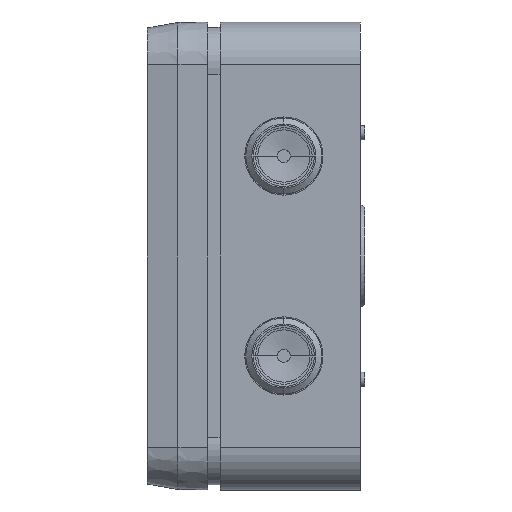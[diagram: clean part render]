
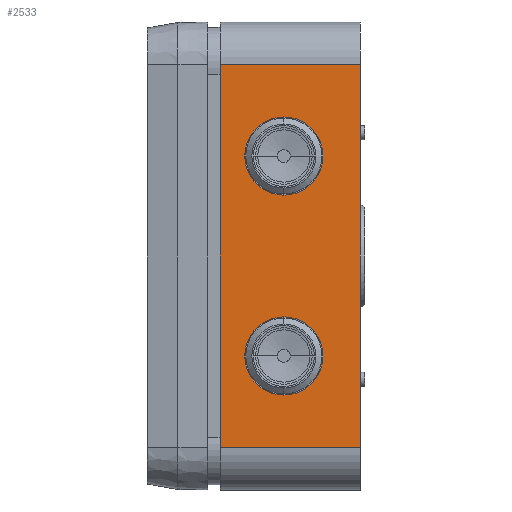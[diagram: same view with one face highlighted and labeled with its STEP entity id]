
A CAD part, left-side view. The second image highlights one B-rep face of the part: STEP entity #2533.
In plain terms, the highlighted planar face has unit normal (-1, 0, 0).
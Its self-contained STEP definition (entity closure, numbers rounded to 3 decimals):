
#167 = VECTOR ( 'NONE', #25713, 1000. ) ;
#2078 = DIRECTION ( 'NONE',  ( 0., 0., 1. ) ) ;
#2126 = VERTEX_POINT ( 'NONE', #13512 ) ;
#2188 = DIRECTION ( 'NONE',  ( 0., 0., 1. ) ) ;
#2294 = EDGE_LOOP ( 'NONE', ( #9392, #32374, #22490, #21532 ) ) ;
#2533 = ADVANCED_FACE ( 'NONE', ( #10985, #31469, #18578 ), #31134, .F. ) ;
#3008 = EDGE_LOOP ( 'NONE', ( #14050, #16721 ) ) ;
#3065 = CARTESIAN_POINT ( 'NONE',  ( -55., 0., -45. ) ) ;
#3067 = CARTESIAN_POINT ( 'NONE',  ( -55., 33., 45. ) ) ;
#3841 = CARTESIAN_POINT ( 'NONE',  ( -55., 18., 23.5 ) ) ;
#3945 = EDGE_CURVE ( 'NONE', #18324, #16302, #24070, .T. ) ;
#5601 = AXIS2_PLACEMENT_3D ( 'NONE', #9037, #14324, #2078 ) ;
#5706 = CARTESIAN_POINT ( 'NONE',  ( -55., 33., 45. ) ) ;
#5807 = DIRECTION ( 'NONE',  ( 0., -1., 0. ) ) ;
#5863 = ORIENTED_EDGE ( 'NONE', *, *, #7823, .F. ) ;
#6861 = AXIS2_PLACEMENT_3D ( 'NONE', #5706, #16118, #8670 ) ;
#6969 = CARTESIAN_POINT ( 'NONE',  ( -55., 18., -32.688 ) ) ;
#7440 = CARTESIAN_POINT ( 'NONE',  ( -55., 33., 45. ) ) ;
#7466 = CARTESIAN_POINT ( 'NONE',  ( -55., 0., 45. ) ) ;
#7532 = DIRECTION ( 'NONE',  ( -1., 0., 0. ) ) ;
#7823 = EDGE_CURVE ( 'NONE', #16302, #18324, #29226, .T. ) ;
#8670 = DIRECTION ( 'NONE',  ( 0., 0., -1. ) ) ;
#9037 = CARTESIAN_POINT ( 'NONE',  ( -55., 18., -23.5 ) ) ;
#9392 = ORIENTED_EDGE ( 'NONE', *, *, #19281, .T. ) ;
#9919 = EDGE_LOOP ( 'NONE', ( #29313, #5863 ) ) ;
#9955 = DIRECTION ( 'NONE',  ( 0., 0., 1. ) ) ;
#10985 = FACE_OUTER_BOUND ( 'NONE', #2294, .T. ) ;
#11278 = DIRECTION ( 'NONE',  ( -1., 0., 0. ) ) ;
#11527 = VERTEX_POINT ( 'NONE', #3065 ) ;
#13512 = CARTESIAN_POINT ( 'NONE',  ( -55., 33., 45. ) ) ;
#14050 = ORIENTED_EDGE ( 'NONE', *, *, #21965, .F. ) ;
#14324 = DIRECTION ( 'NONE',  ( -1., 0., 0. ) ) ;
#14596 = CARTESIAN_POINT ( 'NONE',  ( -55., 18., -23.5 ) ) ;
#14930 = VECTOR ( 'NONE', #5807, 1000. ) ;
#15396 = VECTOR ( 'NONE', #30392, 1000. ) ;
#15519 = EDGE_CURVE ( 'NONE', #16996, #26812, #21541, .T. ) ;
#15560 = AXIS2_PLACEMENT_3D ( 'NONE', #14596, #22673, #9955 ) ;
#16118 = DIRECTION ( 'NONE',  ( 1., 0., 0. ) ) ;
#16302 = VERTEX_POINT ( 'NONE', #6969 ) ;
#16721 = ORIENTED_EDGE ( 'NONE', *, *, #15519, .F. ) ;
#16996 = VERTEX_POINT ( 'NONE', #27686 ) ;
#17615 = DIRECTION ( 'NONE',  ( 0., 0., -1. ) ) ;
#17724 = CARTESIAN_POINT ( 'NONE',  ( -55., 33., -45. ) ) ;
#18324 = VERTEX_POINT ( 'NONE', #22076 ) ;
#18520 = EDGE_CURVE ( 'NONE', #2126, #22539, #25558, .T. ) ;
#18578 = FACE_BOUND ( 'NONE', #3008, .T. ) ;
#19281 = EDGE_CURVE ( 'NONE', #11527, #22539, #22017, .T. ) ;
#19579 = EDGE_CURVE ( 'NONE', #32417, #11527, #20854, .T. ) ;
#19834 = LINE ( 'NONE', #7440, #15396 ) ;
#19865 = CARTESIAN_POINT ( 'NONE',  ( -55., 0., 45. ) ) ;
#20854 = LINE ( 'NONE', #28610, #14930 ) ;
#21532 = ORIENTED_EDGE ( 'NONE', *, *, #19579, .T. ) ;
#21541 = CIRCLE ( 'NONE', #26847, 9.188 ) ;
#21965 = EDGE_CURVE ( 'NONE', #26812, #16996, #28756, .T. ) ;
#22017 = LINE ( 'NONE', #19865, #27564 ) ;
#22076 = CARTESIAN_POINT ( 'NONE',  ( -55., 18., -14.312 ) ) ;
#22490 = ORIENTED_EDGE ( 'NONE', *, *, #26809, .F. ) ;
#22539 = VERTEX_POINT ( 'NONE', #7466 ) ;
#22673 = DIRECTION ( 'NONE',  ( -1., 0., 0. ) ) ;
#22972 = CARTESIAN_POINT ( 'NONE',  ( -55., 18., 32.688 ) ) ;
#24070 = CIRCLE ( 'NONE', #5601, 9.188 ) ;
#25558 = LINE ( 'NONE', #3067, #167 ) ;
#25713 = DIRECTION ( 'NONE',  ( 0., -1., 0. ) ) ;
#26809 = EDGE_CURVE ( 'NONE', #32417, #2126, #19834, .T. ) ;
#26812 = VERTEX_POINT ( 'NONE', #22972 ) ;
#26847 = AXIS2_PLACEMENT_3D ( 'NONE', #30154, #7532, #17615 ) ;
#27564 = VECTOR ( 'NONE', #2188, 1000. ) ;
#27686 = CARTESIAN_POINT ( 'NONE',  ( -55., 18., 14.312 ) ) ;
#28610 = CARTESIAN_POINT ( 'NONE',  ( -55., 33., -45. ) ) ;
#28756 = CIRCLE ( 'NONE', #29806, 9.188 ) ;
#28788 = DIRECTION ( 'NONE',  ( 0., 0., -1. ) ) ;
#29226 = CIRCLE ( 'NONE', #15560, 9.188 ) ;
#29313 = ORIENTED_EDGE ( 'NONE', *, *, #3945, .F. ) ;
#29806 = AXIS2_PLACEMENT_3D ( 'NONE', #3841, #11278, #28788 ) ;
#30154 = CARTESIAN_POINT ( 'NONE',  ( -55., 18., 23.5 ) ) ;
#30392 = DIRECTION ( 'NONE',  ( 0., 0., 1. ) ) ;
#31134 = PLANE ( 'NONE',  #6861 ) ;
#31469 = FACE_BOUND ( 'NONE', #9919, .T. ) ;
#32374 = ORIENTED_EDGE ( 'NONE', *, *, #18520, .F. ) ;
#32417 = VERTEX_POINT ( 'NONE', #17724 ) ;
